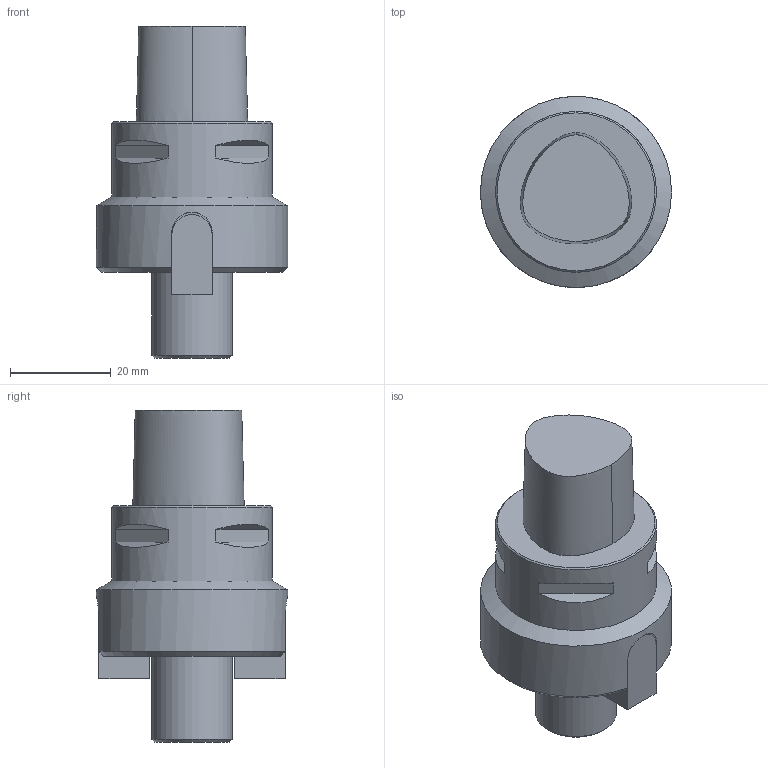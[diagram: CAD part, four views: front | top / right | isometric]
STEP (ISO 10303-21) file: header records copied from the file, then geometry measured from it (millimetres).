
FILE_DESCRIPTION(/* description */ (''),/* implementation_level */ '2;1');
FILE_NAME(/* name */ 'C3-391.5525-16030.stp',/* time_stamp */ '2017-09-14T10:19:34+06:00',/* author */ (''),/* organization */ (''),/* preprocessor_version */ 'ST-DEVELOPER v16',/* originating_system */ 'SIEMENS PLM Software NX 11.0',/* authorisation */ '');
FILE_SCHEMA (('AUTOMOTIVE_DESIGN { 1 0 10303 214 3 1 1 1 }'));
Length unit declared in the file: millimetre
Products named in the file (1): inpu8171my1v
Bounding box: 38 x 38 x 66 mm (x, y, z)
Volume: 39324.3 mm3; surface area: 10045.5 mm2
Topology: 4 solids, 4 shells, 47 faces, 112 edges, 78 vertices
Faces by surface type: plane 33, cylinder 7, cone 5, bspline 2
Full cylindrical faces by diameter (mm): 16 x1, 32 x1, 38 x1
Entity records: 3416 total; most frequent: CARTESIAN_POINT 2320, DIRECTION 205, ORIENTED_EDGE 202, EDGE_CURVE 101, AXIS2_PLACEMENT_3D 74, VERTEX_POINT 73, EDGE_LOOP 58, LINE 57
